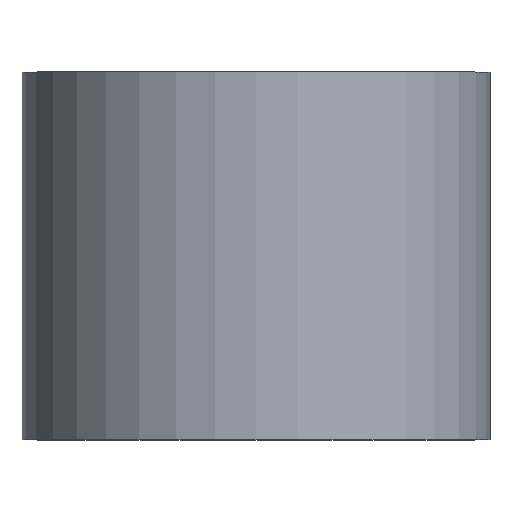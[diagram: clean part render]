
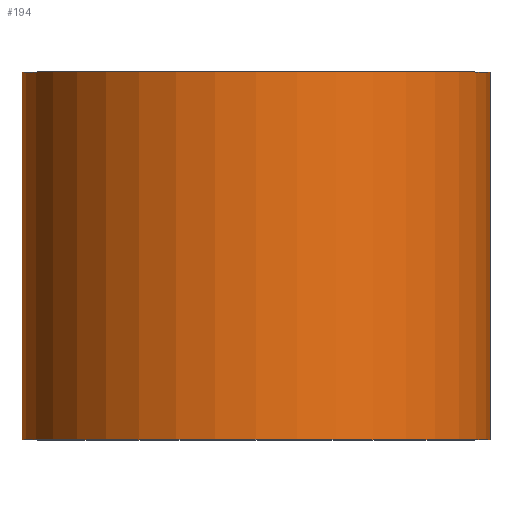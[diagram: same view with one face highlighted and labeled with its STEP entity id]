
A CAD part, top view. The second image highlights one B-rep face of the part: STEP entity #194.
In plain terms, the highlighted cylindrical face has radius 35 mm (diameter 70 mm), a partial arc.
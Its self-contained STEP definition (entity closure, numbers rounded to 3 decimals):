
#186=VERTEX_POINT('',#496);
#192=VERTEX_POINT('',#502);
#194=ADVANCED_FACE('',(#504),#505,.T.);
#200=EDGE_CURVE('',#410,#352,#511,.T.);
#352=VERTEX_POINT('',#681);
#410=VERTEX_POINT('',#753);
#420=EDGE_CURVE('',#192,#186,#764,.T.);
#432=EDGE_CURVE('',#410,#186,#779,.T.);
#466=EDGE_CURVE('',#192,#352,#817,.T.);
#496=CARTESIAN_POINT('',(-35.0,-55.0,0.0));
#502=CARTESIAN_POINT('',(-35.0,0.,0.0));
#504=FACE_OUTER_BOUND('',#852,.T.);
#505=CYLINDRICAL_SURFACE('',#853,35.0);
#511=LINE('',#862,#863);
#681=CARTESIAN_POINT('',(35.0,0.,0.));
#753=CARTESIAN_POINT('',(35.0,-55.0,0.));
#764=LINE('',#1185,#1186);
#779=CIRCLE('',#1206,35.0);
#817=CIRCLE('',#1252,35.0);
#852=EDGE_LOOP('',(#1265,#1266,#1267,#1268));
#853=AXIS2_PLACEMENT_3D('',#1269,#1270,#1271);
#862=CARTESIAN_POINT('',(35.0,-27.5,0.));
#863=VECTOR('',#1278,1.0);
#1185=CARTESIAN_POINT('',(-35.0,-27.5,0.));
#1186=VECTOR('',#1604,1.0);
#1206=AXIS2_PLACEMENT_3D('',#1623,#1624,#1625);
#1252=AXIS2_PLACEMENT_3D('',#1669,#1670,#1671);
#1265=ORIENTED_EDGE('',*,*,#420,.T.);
#1266=ORIENTED_EDGE('',*,*,#432,.F.);
#1267=ORIENTED_EDGE('',*,*,#200,.T.);
#1268=ORIENTED_EDGE('',*,*,#466,.F.);
#1269=CARTESIAN_POINT('',(0.,-27.5,0.0));
#1270=DIRECTION('',(0.,1.0,-0.0));
#1271=DIRECTION('',(-1.0,0.,0.0));
#1278=DIRECTION('',(0.,1.0,-0.0));
#1604=DIRECTION('',(0.,-1.0,0.0));
#1623=CARTESIAN_POINT('',(0.,-55.0,0.0));
#1624=DIRECTION('',(0.,-1.0,0.0));
#1625=DIRECTION('',(-1.0,0.,0.0));
#1669=CARTESIAN_POINT('',(0.0,0.0,0.0));
#1670=DIRECTION('',(0.,1.0,0.0));
#1671=DIRECTION('',(-1.0,0.,0.0));
